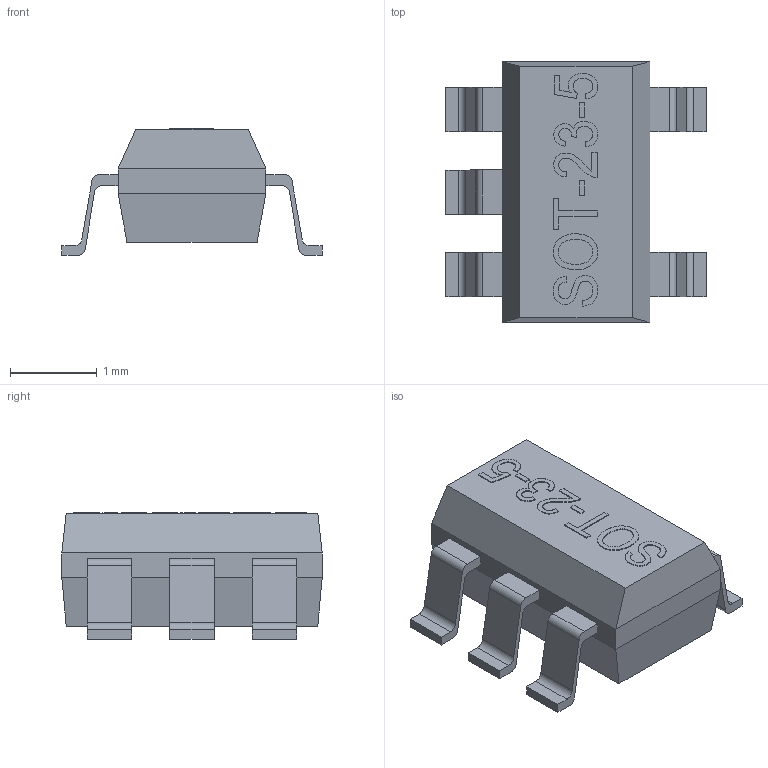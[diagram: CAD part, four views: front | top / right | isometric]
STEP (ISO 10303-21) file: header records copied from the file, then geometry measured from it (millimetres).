
FILE_DESCRIPTION (( 'STEP AP214' ), '1' );
FILE_NAME ('Microchip SOT-23-5 RJ-5.STEP', '2018-02-09T14:49:22', ( '' ), ( '' ), 'SwSTEP 2.0', 'SolidWorks 2016', '' );
FILE_SCHEMA (( 'AUTOMOTIVE_DESIGN' ));
Length unit declared in the file: millimetre
Products named in the file (1): Microchip SOT-23-5 RJ-5
Bounding box: 3 x 3 x 1.46 mm (x, y, z)
Volume: 6.4 mm3; surface area: 29.3 mm2
Topology: 14 solids, 14 shells, 186 faces, 466 edges, 308 vertices
Faces by surface type: plane 112, bspline 54, cylinder 20
Entity records: 8749 total; most frequent: CARTESIAN_POINT 4587, ORIENTED_EDGE 932, DIRECTION 604, EDGE_CURVE 466, VERTEX_POINT 308, LINE 258, VECTOR 258, EDGE_LOOP 188
